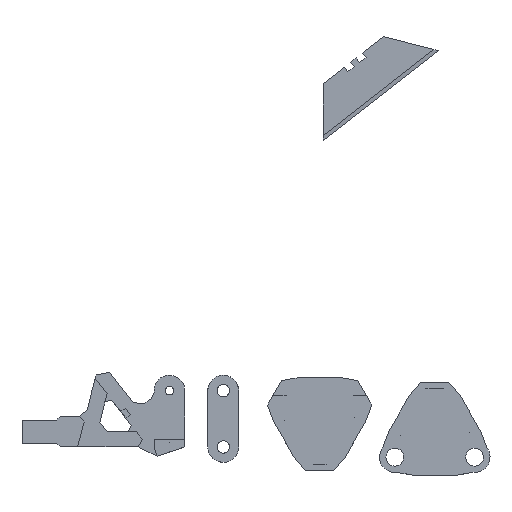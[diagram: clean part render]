
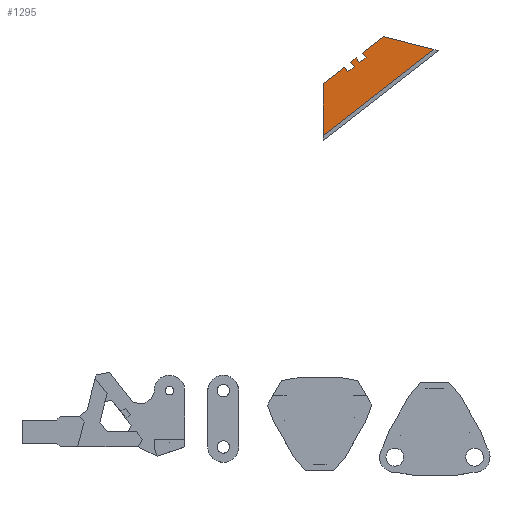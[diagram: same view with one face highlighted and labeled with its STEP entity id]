
A CAD part, top view. The second image highlights one B-rep face of the part: STEP entity #1295.
In plain terms, the highlighted planar face has unit normal (0, 0, 1).
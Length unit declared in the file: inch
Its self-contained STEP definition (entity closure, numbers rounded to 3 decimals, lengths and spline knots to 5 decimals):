
#1295=ADVANCED_FACE('',(#1448),#3760,.T.);
#1448=FACE_OUTER_BOUND('',#1601,.T.);
#1601=EDGE_LOOP('',(#2259,#2260,#2261,#2262,#2263,#2264,#2265,#2266,#2267,
#2268,#2269,#2270));
#2259=ORIENTED_EDGE('',*,*,#2574,.T.);
#2260=ORIENTED_EDGE('',*,*,#2578,.T.);
#2261=ORIENTED_EDGE('',*,*,#2581,.T.);
#2262=ORIENTED_EDGE('',*,*,#2584,.T.);
#2263=ORIENTED_EDGE('',*,*,#2587,.T.);
#2264=ORIENTED_EDGE('',*,*,#2590,.T.);
#2265=ORIENTED_EDGE('',*,*,#2593,.T.);
#2266=ORIENTED_EDGE('',*,*,#2596,.T.);
#2267=ORIENTED_EDGE('',*,*,#2599,.T.);
#2268=ORIENTED_EDGE('',*,*,#2602,.T.);
#2269=ORIENTED_EDGE('',*,*,#2605,.T.);
#2270=ORIENTED_EDGE('',*,*,#2607,.T.);
#2574=EDGE_CURVE('',#3615,#3614,#3410,.T.);
#2578=EDGE_CURVE('',#3614,#3617,#2872,.T.);
#2581=EDGE_CURVE('',#3617,#3619,#2875,.T.);
#2584=EDGE_CURVE('',#3619,#3621,#2878,.T.);
#2587=EDGE_CURVE('',#3621,#3623,#3414,.T.);
#2590=EDGE_CURVE('',#3623,#3625,#2881,.T.);
#2593=EDGE_CURVE('',#3625,#3627,#2884,.T.);
#2596=EDGE_CURVE('',#3627,#3629,#2887,.T.);
#2599=EDGE_CURVE('',#3629,#3631,#2890,.T.);
#2602=EDGE_CURVE('',#3631,#3633,#2893,.T.);
#2605=EDGE_CURVE('',#3633,#3635,#2896,.T.);
#2607=EDGE_CURVE('',#3635,#3615,#2898,.T.);
#2872=B_SPLINE_CURVE_WITH_KNOTS('',1,(#7729,#7730),.UNSPECIFIED.,.F.,.F.,
(2,2),(-0.2042,-0.1092),.UNSPECIFIED.);
#2875=B_SPLINE_CURVE_WITH_KNOTS('',1,(#7735,#7736),.UNSPECIFIED.,.F.,.F.,
(2,2),(-0.1092,0.0058),.UNSPECIFIED.);
#2878=B_SPLINE_CURVE_WITH_KNOTS('',1,(#7741,#7742),.UNSPECIFIED.,.F.,.F.,
(2,2),(0.0058,0.1008),.UNSPECIFIED.);
#2881=B_SPLINE_CURVE_WITH_KNOTS('',1,(#7759,#7760),.UNSPECIFIED.,.F.,.F.,
(2,2),(0.305,0.4),.UNSPECIFIED.);
#2884=B_SPLINE_CURVE_WITH_KNOTS('',1,(#7765,#7766),.UNSPECIFIED.,.F.,.F.,
(2,2),(0.4,0.8375),.UNSPECIFIED.);
#2887=B_SPLINE_CURVE_WITH_KNOTS('',1,(#7771,#7772),.UNSPECIFIED.,.F.,.F.,
(2,2),(0.8375,1.76153),.UNSPECIFIED.);
#2890=B_SPLINE_CURVE_WITH_KNOTS('',1,(#7777,#7778),.UNSPECIFIED.,.F.,.F.,
(2,2),(1.76153,4.14453),.UNSPECIFIED.);
#2893=B_SPLINE_CURVE_WITH_KNOTS('',1,(#7783,#7784),.UNSPECIFIED.,.F.,.F.,
(2,2),(4.14453,5.06855),.UNSPECIFIED.);
#2896=B_SPLINE_CURVE_WITH_KNOTS('',1,(#7789,#7790),.UNSPECIFIED.,.F.,.F.,
(2,2),(5.06855,5.50605),.UNSPECIFIED.);
#2898=B_SPLINE_CURVE_WITH_KNOTS('',1,(#7793,#7794),.UNSPECIFIED.,.F.,.F.,
(2,2),(5.50605,5.60105),.UNSPECIFIED.);
#3410=(
BOUNDED_CURVE()
B_SPLINE_CURVE(2,(#7718,#7719,#7720,#7721,#7722),.UNSPECIFIED.,.F.,.F.)
B_SPLINE_CURVE_WITH_KNOTS((3,2,3),(-0.40841,-0.30631,
-0.2042),.UNSPECIFIED.)
CURVE()
GEOMETRIC_REPRESENTATION_ITEM()
RATIONAL_B_SPLINE_CURVE((1.,0.707,1.,0.707,1.))
REPRESENTATION_ITEM('')
);
#3414=(
BOUNDED_CURVE()
B_SPLINE_CURVE(2,(#7750,#7751,#7752,#7753,#7754),.UNSPECIFIED.,.F.,.F.)
B_SPLINE_CURVE_WITH_KNOTS((3,2,3),(0.1008,0.2029,0.305),
 .UNSPECIFIED.)
CURVE()
GEOMETRIC_REPRESENTATION_ITEM()
RATIONAL_B_SPLINE_CURVE((1.,0.707,1.,0.707,1.))
REPRESENTATION_ITEM('')
);
#3614=VERTEX_POINT('',#7687);
#3615=VERTEX_POINT('',#7688);
#3617=VERTEX_POINT('',#7690);
#3619=VERTEX_POINT('',#7692);
#3621=VERTEX_POINT('',#7694);
#3623=VERTEX_POINT('',#7696);
#3625=VERTEX_POINT('',#7698);
#3627=VERTEX_POINT('',#7700);
#3629=VERTEX_POINT('',#7702);
#3631=VERTEX_POINT('',#7704);
#3633=VERTEX_POINT('',#7706);
#3635=VERTEX_POINT('',#7708);
#3760=PLANE('',#3828);
#3828=AXIS2_PLACEMENT_3D('',#7680,#3898,$);
#3898=DIRECTION('',(0.,0.,1.));
#7680=CARTESIAN_POINT('',(5.70537,6.06386,0.0125));
#7687=CARTESIAN_POINT('',(6.3028,7.25214,0.0125));
#7688=CARTESIAN_POINT('',(6.4055,7.33184,0.0125));
#7690=CARTESIAN_POINT('',(6.24455,7.3272,0.0125));
#7692=CARTESIAN_POINT('',(6.1537,7.25669,0.0125));
#7694=CARTESIAN_POINT('',(6.21194,7.18164,0.0125));
#7696=CARTESIAN_POINT('',(6.10924,7.10194,0.0125));
#7698=CARTESIAN_POINT('',(6.051,7.17699,0.0125));
#7700=CARTESIAN_POINT('',(5.70537,6.90877,0.0125));
#7702=CARTESIAN_POINT('',(5.70537,6.06386,0.0125));
#7704=CARTESIAN_POINT('',(7.51135,7.46535,0.0125));
#7706=CARTESIAN_POINT('',(6.69289,7.67512,0.0125));
#7708=CARTESIAN_POINT('',(6.34726,7.4069,0.0125));
#7718=CARTESIAN_POINT('',(6.4055,7.33184,0.0125));
#7719=CARTESIAN_POINT('',(6.44535,7.28049,0.0125));
#7720=CARTESIAN_POINT('',(6.394,7.24064,0.0125));
#7721=CARTESIAN_POINT('',(6.34265,7.20079,0.0125));
#7722=CARTESIAN_POINT('',(6.3028,7.25214,0.0125));
#7729=CARTESIAN_POINT('',(6.3028,7.25214,0.0125));
#7730=CARTESIAN_POINT('',(6.24455,7.3272,0.0125));
#7735=CARTESIAN_POINT('',(6.24455,7.3272,0.0125));
#7736=CARTESIAN_POINT('',(6.1537,7.25669,0.0125));
#7741=CARTESIAN_POINT('',(6.1537,7.25669,0.0125));
#7742=CARTESIAN_POINT('',(6.21194,7.18164,0.0125));
#7750=CARTESIAN_POINT('',(6.21194,7.18164,0.0125));
#7751=CARTESIAN_POINT('',(6.2518,7.13029,0.0125));
#7752=CARTESIAN_POINT('',(6.20044,7.09044,0.0125));
#7753=CARTESIAN_POINT('',(6.14909,7.05059,0.0125));
#7754=CARTESIAN_POINT('',(6.10924,7.10194,0.0125));
#7759=CARTESIAN_POINT('',(6.10924,7.10194,0.0125));
#7760=CARTESIAN_POINT('',(6.051,7.17699,0.0125));
#7765=CARTESIAN_POINT('',(6.051,7.17699,0.0125));
#7766=CARTESIAN_POINT('',(5.70537,6.90877,0.0125));
#7771=CARTESIAN_POINT('',(5.70537,6.90877,0.0125));
#7772=CARTESIAN_POINT('',(5.70537,6.06386,0.0125));
#7777=CARTESIAN_POINT('',(5.70537,6.06386,0.0125));
#7778=CARTESIAN_POINT('',(7.51135,7.46535,0.0125));
#7783=CARTESIAN_POINT('',(7.51135,7.46535,0.0125));
#7784=CARTESIAN_POINT('',(6.69289,7.67512,0.0125));
#7789=CARTESIAN_POINT('',(6.69289,7.67512,0.0125));
#7790=CARTESIAN_POINT('',(6.34726,7.4069,0.0125));
#7793=CARTESIAN_POINT('',(6.34726,7.4069,0.0125));
#7794=CARTESIAN_POINT('',(6.4055,7.33184,0.0125));
